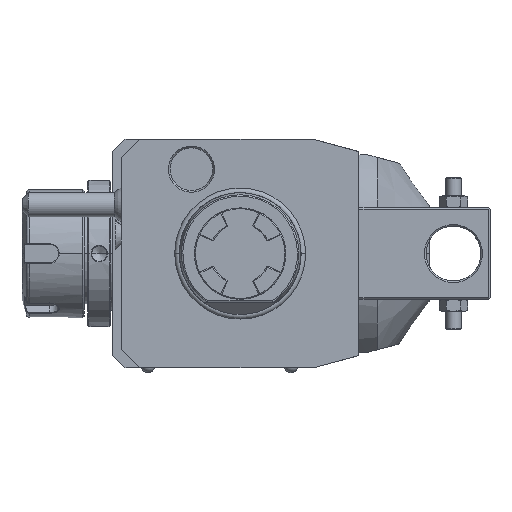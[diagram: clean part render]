
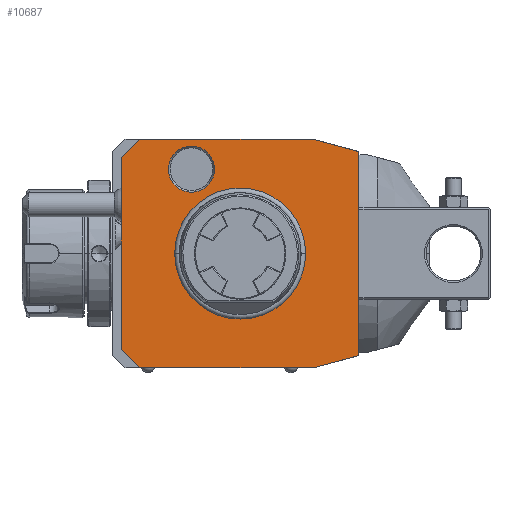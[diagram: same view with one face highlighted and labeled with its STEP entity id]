
A CAD part, front view. The second image highlights one B-rep face of the part: STEP entity #10687.
In plain terms, the highlighted planar face has unit normal (0, -1, 0).
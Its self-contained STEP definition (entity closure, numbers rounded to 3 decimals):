
#1=DIRECTION('',(-0.966,0.,0.259));
#2=VECTOR('',#1,15.529);
#3=CARTESIAN_POINT('',(39.,0.,33.481));
#4=LINE('',#3,#2);
#5=DIRECTION('',(0.,0.,1.));
#6=VECTOR('',#5,66.962);
#7=CARTESIAN_POINT('',(39.,0.,-33.481));
#8=LINE('',#7,#6);
#9=DIRECTION('',(0.966,0.,0.259));
#10=VECTOR('',#9,15.529);
#11=CARTESIAN_POINT('',(24.,0.,-37.5));
#12=LINE('',#11,#10);
#13=DIRECTION('',(1.,0.,0.));
#14=VECTOR('',#13,57.);
#15=CARTESIAN_POINT('',(-33.,0.,-37.5));
#16=LINE('',#15,#14);
#17=DIRECTION('',(0.707,0.,-0.707));
#18=VECTOR('',#17,8.485);
#19=CARTESIAN_POINT('',(-39.,0.,-31.5));
#20=LINE('',#19,#18);
#21=DIRECTION('',(0.,0.,-1.));
#22=VECTOR('',#21,63.);
#23=CARTESIAN_POINT('',(-39.,0.,31.5));
#24=LINE('',#23,#22);
#25=DIRECTION('',(-0.707,0.,-0.707));
#26=VECTOR('',#25,8.485);
#27=CARTESIAN_POINT('',(-33.,0.,37.5));
#28=LINE('',#27,#26);
#29=DIRECTION('',(-1.,0.,0.));
#30=VECTOR('',#29,57.);
#31=CARTESIAN_POINT('',(24.,0.,37.5));
#32=LINE('',#31,#30);
#33=CARTESIAN_POINT('',(-16.,0.,27.713));
#34=DIRECTION('',(0.,1.,0.));
#35=DIRECTION('',(1.,0.,0.));
#36=AXIS2_PLACEMENT_3D('',#33,#34,#35);
#38=CARTESIAN_POINT('',(-16.,0.,27.713));
#39=DIRECTION('',(0.,1.,0.));
#40=DIRECTION('',(-1.,0.,0.));
#41=AXIS2_PLACEMENT_3D('',#38,#39,#40);
#7522=CARTESIAN_POINT('',(0.,0.,0.));
#7523=DIRECTION('',(0.,1.,0.));
#7524=DIRECTION('',(-1.,0.,0.));
#7525=AXIS2_PLACEMENT_3D('',#7522,#7523,#7524);
#7527=CARTESIAN_POINT('',(0.,0.,0.));
#7528=DIRECTION('',(0.,1.,0.));
#7529=DIRECTION('',(1.,0.,0.));
#7530=AXIS2_PLACEMENT_3D('',#7527,#7528,#7529);
#9559=CARTESIAN_POINT('',(-8.423,0.,27.713));
#9560=CARTESIAN_POINT('',(-23.577,0.,27.713));
#9561=VERTEX_POINT('',#9559);
#9562=VERTEX_POINT('',#9560);
#10452=CARTESIAN_POINT('',(39.,0.,33.481));
#10453=CARTESIAN_POINT('',(24.,0.,37.5));
#10454=VERTEX_POINT('',#10452);
#10455=VERTEX_POINT('',#10453);
#10456=CARTESIAN_POINT('',(-33.,0.,37.5));
#10457=VERTEX_POINT('',#10456);
#10458=CARTESIAN_POINT('',(-39.,0.,31.5));
#10459=VERTEX_POINT('',#10458);
#10460=CARTESIAN_POINT('',(-39.,0.,-31.5));
#10461=VERTEX_POINT('',#10460);
#10462=CARTESIAN_POINT('',(-33.,0.,-37.5));
#10463=VERTEX_POINT('',#10462);
#10464=CARTESIAN_POINT('',(24.,0.,-37.5));
#10465=VERTEX_POINT('',#10464);
#10466=CARTESIAN_POINT('',(39.,0.,-33.481));
#10467=VERTEX_POINT('',#10466);
#10544=CARTESIAN_POINT('',(-21.137,0.,0.));
#10545=CARTESIAN_POINT('',(21.137,0.,0.));
#10546=VERTEX_POINT('',#10544);
#10547=VERTEX_POINT('',#10545);
#10652=CARTESIAN_POINT('',(0.,0.,0.));
#10653=DIRECTION('',(0.,-1.,0.));
#10654=DIRECTION('',(-1.,0.,0.));
#10655=AXIS2_PLACEMENT_3D('',#10652,#10653,#10654);
#10656=PLANE('',#10655);
#10658=ORIENTED_EDGE('',*,*,#10657,.F.);
#10660=ORIENTED_EDGE('',*,*,#10659,.F.);
#10662=ORIENTED_EDGE('',*,*,#10661,.F.);
#10664=ORIENTED_EDGE('',*,*,#10663,.F.);
#10666=ORIENTED_EDGE('',*,*,#10665,.F.);
#10668=ORIENTED_EDGE('',*,*,#10667,.F.);
#10670=ORIENTED_EDGE('',*,*,#10669,.F.);
#10672=ORIENTED_EDGE('',*,*,#10671,.F.);
#10673=EDGE_LOOP('',(#10658,#10660,#10662,#10664,#10666,#10668,#10670,#10672));
#10674=FACE_OUTER_BOUND('',#10673,.F.);
#10676=ORIENTED_EDGE('',*,*,#10675,.F.);
#10678=ORIENTED_EDGE('',*,*,#10677,.F.);
#10679=EDGE_LOOP('',(#10676,#10678));
#10680=FACE_BOUND('',#10679,.F.);
#10682=ORIENTED_EDGE('',*,*,#10681,.F.);
#10684=ORIENTED_EDGE('',*,*,#10683,.F.);
#10685=EDGE_LOOP('',(#10682,#10684));
#10686=FACE_BOUND('',#10685,.F.);
#37=CIRCLE('',#36,7.577);
#42=CIRCLE('',#41,7.577);
#7526=CIRCLE('',#7525,21.137);
#7531=CIRCLE('',#7530,21.137);
#10657=EDGE_CURVE('',#10454,#10455,#4,.T.);
#10659=EDGE_CURVE('',#10467,#10454,#8,.T.);
#10661=EDGE_CURVE('',#10465,#10467,#12,.T.);
#10663=EDGE_CURVE('',#10463,#10465,#16,.T.);
#10665=EDGE_CURVE('',#10461,#10463,#20,.T.);
#10667=EDGE_CURVE('',#10459,#10461,#24,.T.);
#10669=EDGE_CURVE('',#10457,#10459,#28,.T.);
#10671=EDGE_CURVE('',#10455,#10457,#32,.T.);
#10675=EDGE_CURVE('',#10546,#10547,#7526,.T.);
#10677=EDGE_CURVE('',#10547,#10546,#7531,.T.);
#10681=EDGE_CURVE('',#9561,#9562,#37,.T.);
#10683=EDGE_CURVE('',#9562,#9561,#42,.T.);
#10687=ADVANCED_FACE('',(#10674,#10680,#10686),#10656,.T.);
